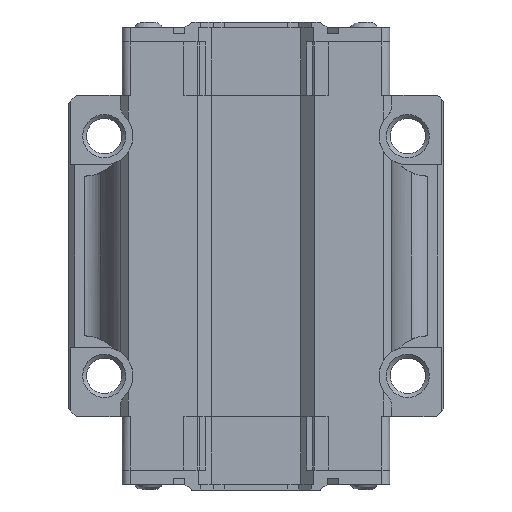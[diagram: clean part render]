
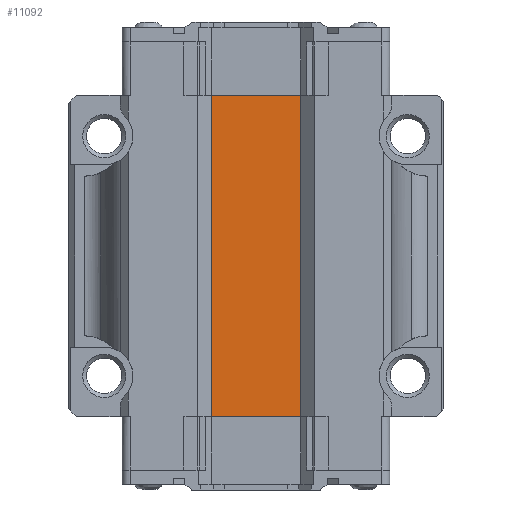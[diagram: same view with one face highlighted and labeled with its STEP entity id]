
A CAD part, front view. The second image highlights one B-rep face of the part: STEP entity #11092.
In plain terms, the highlighted planar face has unit normal (0, -1, 0).
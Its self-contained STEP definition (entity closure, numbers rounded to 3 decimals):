
#1500=FACE_OUTER_BOUND('',#2122,.T.);
#2122=EDGE_LOOP('',(#10067,#10068,#10069,#10070));
#3078=LINE('',#18262,#4180);
#3131=LINE('',#18448,#4233);
#3225=LINE('',#18744,#4327);
#3226=LINE('',#18746,#4328);
#4180=VECTOR('',#14797,10.);
#4233=VECTOR('',#14972,10.);
#4327=VECTOR('',#15212,10.);
#4328=VECTOR('',#15215,10.);
#5246=VERTEX_POINT('',#18259);
#5247=VERTEX_POINT('',#18261);
#5306=VERTEX_POINT('',#18445);
#5307=VERTEX_POINT('',#18447);
#6735=EDGE_CURVE('',#5246,#5247,#3078,.T.);
#6824=EDGE_CURVE('',#5306,#5307,#3131,.T.);
#6943=EDGE_CURVE('',#5306,#5247,#3225,.T.);
#6944=EDGE_CURVE('',#5307,#5246,#3226,.T.);
#10067=ORIENTED_EDGE('',*,*,#6943,.T.);
#10068=ORIENTED_EDGE('',*,*,#6735,.F.);
#10069=ORIENTED_EDGE('',*,*,#6944,.F.);
#10070=ORIENTED_EDGE('',*,*,#6824,.F.);
#10512=PLANE('',#12121);
#11092=ADVANCED_FACE('',(#1500),#10512,.T.);
#12121=AXIS2_PLACEMENT_3D('',#18745,#15213,#15214);
#14797=DIRECTION('',(1.,0.,0.));
#14972=DIRECTION('',(-1.,0.,0.));
#15212=DIRECTION('',(0.,0.,1.));
#15213=DIRECTION('center_axis',(0.,-1.,0.));
#15214=DIRECTION('ref_axis',(1.,0.,0.));
#15215=DIRECTION('',(0.,0.,1.));
#18259=CARTESIAN_POINT('',(-5.89,-5.5,20.1));
#18261=CARTESIAN_POINT('',(5.89,-5.5,20.1));
#18262=CARTESIAN_POINT('',(-5.89,-5.5,20.1));
#18445=CARTESIAN_POINT('',(5.89,-5.5,-20.1));
#18447=CARTESIAN_POINT('',(-5.89,-5.5,-20.1));
#18448=CARTESIAN_POINT('',(-5.89,-5.5,-20.1));
#18744=CARTESIAN_POINT('',(5.89,-5.5,0.));
#18745=CARTESIAN_POINT('Origin',(-5.89,-5.5,0.));
#18746=CARTESIAN_POINT('',(-5.89,-5.5,0.));
